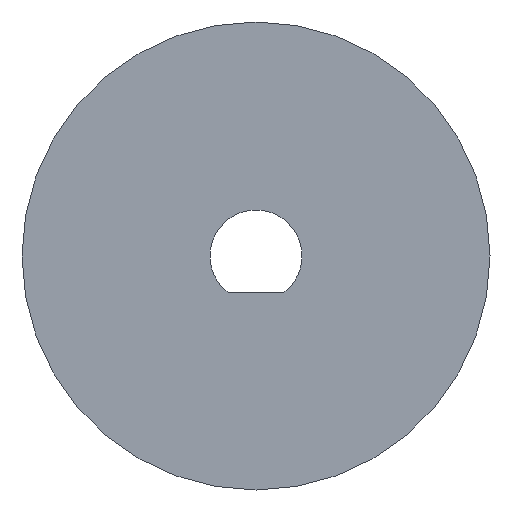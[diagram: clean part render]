
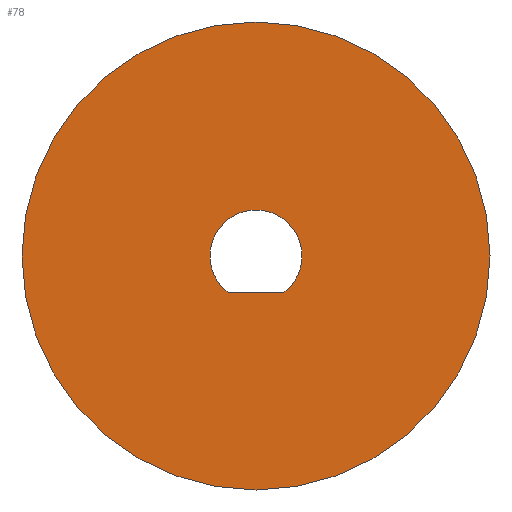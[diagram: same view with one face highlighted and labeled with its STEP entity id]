
A CAD part, front view. The second image highlights one B-rep face of the part: STEP entity #78.
In plain terms, the highlighted planar face has unit normal (0, -1, 0).
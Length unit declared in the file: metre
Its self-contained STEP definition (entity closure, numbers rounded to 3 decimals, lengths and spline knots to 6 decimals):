
#13=CIRCLE('',#96,0.0025);
#14=CIRCLE('',#98,0.0127);
#28=ORIENTED_EDGE('',*,*,#36,.F.);
#29=ORIENTED_EDGE('',*,*,#39,.F.);
#30=ORIENTED_EDGE('',*,*,#40,.T.);
#36=EDGE_CURVE('',#44,#45,#50,.T.);
#39=EDGE_CURVE('',#45,#44,#13,.T.);
#40=EDGE_CURVE('',#46,#46,#14,.T.);
#44=VERTEX_POINT('',#132);
#45=VERTEX_POINT('',#134);
#46=VERTEX_POINT('',#141);
#50=LINE('',#133,#54);
#54=VECTOR('',#108,1.);
#60=EDGE_LOOP('',(#28,#29));
#61=EDGE_LOOP('',(#30));
#68=FACE_BOUND('',#60,.T.);
#69=FACE_BOUND('',#61,.T.);
#73=PLANE('',#100);
#78=ADVANCED_FACE('',(#68,#69),#73,.T.);
#96=AXIS2_PLACEMENT_3D('',#138,#114,#115);
#98=AXIS2_PLACEMENT_3D('',#140,#118,#119);
#100=AXIS2_PLACEMENT_3D('',#144,#122,#123);
#108=DIRECTION('',(1.,0.,0.));
#114=DIRECTION('',(0.,-1.,0.));
#115=DIRECTION('',(0.,0.,-1.));
#118=DIRECTION('',(0.,-1.,0.));
#119=DIRECTION('',(0.,0.,-1.));
#122=DIRECTION('',(0.,-1.,0.));
#123=DIRECTION('',(1.,0.,0.));
#132=CARTESIAN_POINT('',(-0.0015,-0.00635,0.011575));
#133=CARTESIAN_POINT('',(0.,-0.00635,0.011575));
#134=CARTESIAN_POINT('',(0.0015,-0.00635,0.011575));
#138=CARTESIAN_POINT('',(0.,-0.00635,0.013575));
#140=CARTESIAN_POINT('',(0.,-0.00635,0.013575));
#141=CARTESIAN_POINT('',(0.,-0.00635,0.000875));
#144=CARTESIAN_POINT('',(0.,-0.00635,0.));
